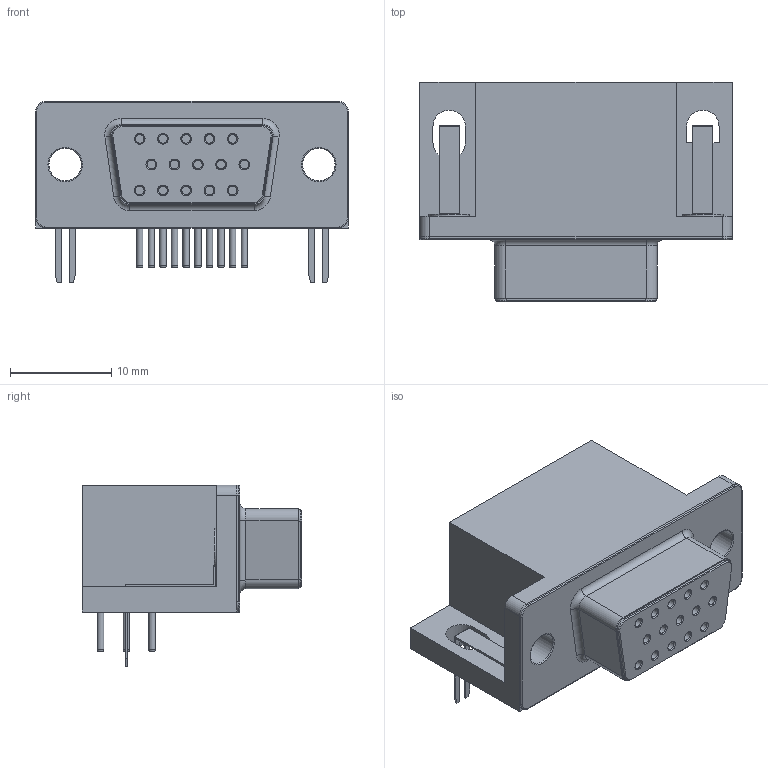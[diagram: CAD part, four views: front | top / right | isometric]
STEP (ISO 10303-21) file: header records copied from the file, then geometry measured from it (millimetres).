
FILE_DESCRIPTION(/* description */ ('model of DSUB-15-HD_Socket_Horizontal_P2.29x2.54mm_EdgePinOffset8.35mm_Housed_MountingHolesOffset10.89mm'),/* implementation_level */ '2;1');
FILE_NAME(/* name */ 'DSUB-15-HD_Socket_Horizontal_P2.29x2.54mm_EdgePinOffset8.35mm_Housed_MountingHolesOffset10.89mm.step',/* time_stamp */ '1970-01-01T00:00:00',/* author */ ('KiCAD','kicad'),/* organization */ ('OCCT'),/* preprocessor_version */ '',/* originating_system */ 'KiCAD',/* authorisation */ '');
FILE_SCHEMA(('AUTOMOTIVE_DESIGN { 1 0 10303 214 1 1 1 1 }'));
Length unit declared in the file: millimetre
Products named in the file (1): DSUB-15-HD_Socket_Horizontal_P2.29x2.54mm_EdgePinOffset8.35mm_Housed_ MountingHolesOffset10.89mm
Bounding box: 30.8 x 21.63 x 17.9 mm (x, y, z)
Volume: 5156.7 mm3; surface area: 2894.1 mm2
Topology: 1 solids, 2 shells, 224 faces, 494 edges, 304 vertices
Faces by surface type: plane 107, cylinder 65, torus 25, cone 23, revolution 4
Full cylindrical faces by diameter (mm): 0.64 x15, 0.853 x15, 3.2 x2, 4 x2
Entity records: 4709 total; most frequent: CARTESIAN_POINT 870, ORIENTED_EDGE 780, EDGE_CURVE 494, AXIS2_PLACEMENT_3D 378, VERTEX_POINT 304, LINE 275, FACE_BOUND 266, EDGE_LOOP 266
